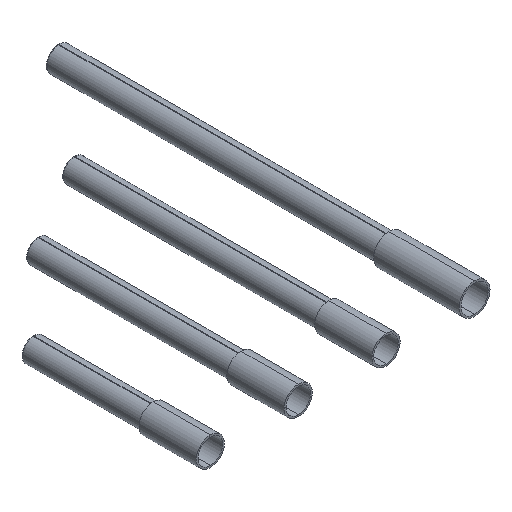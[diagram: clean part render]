
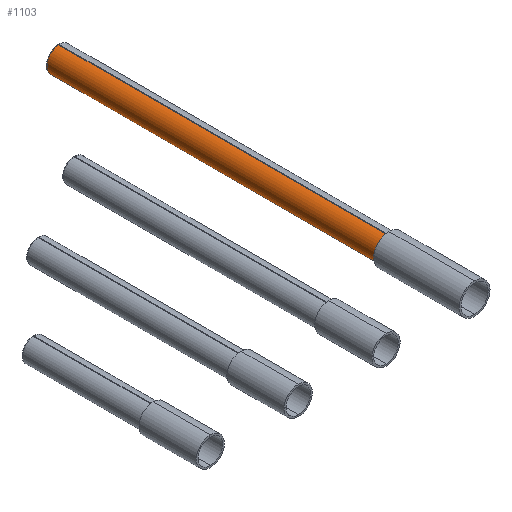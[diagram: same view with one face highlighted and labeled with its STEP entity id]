
A CAD part, isometric view. The second image highlights one B-rep face of the part: STEP entity #1103.
In plain terms, the highlighted cylindrical face has radius 60.96 mm (diameter 121.92 mm), a partial arc.
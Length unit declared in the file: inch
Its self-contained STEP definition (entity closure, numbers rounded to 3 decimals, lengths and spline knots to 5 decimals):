
#31 = EDGE_LOOP ( 'NONE', ( #985, #648, #1296, #557 ) ) ;
#58 = DIRECTION ( 'NONE',  ( 0., 0., 1. ) ) ;
#64 = CIRCLE ( 'NONE', #843, 2.4 ) ;
#164 = CYLINDRICAL_SURFACE ( 'NONE', #657, 2.4 ) ;
#182 = LINE ( 'NONE', #598, #1029 ) ;
#271 = DIRECTION ( 'NONE',  ( 0., 0., 1. ) ) ;
#309 = CIRCLE ( 'NONE', #1091, 2.4 ) ;
#321 = DIRECTION ( 'NONE',  ( 0., 1., 0. ) ) ;
#334 = EDGE_CURVE ( 'NONE', #1201, #1327, #182, .T. ) ;
#356 = VERTEX_POINT ( 'NONE', #1250 ) ;
#368 = DIRECTION ( 'NONE',  ( 0., -1., 0. ) ) ;
#434 = EDGE_CURVE ( 'NONE', #356, #1341, #854, .T. ) ;
#505 = CARTESIAN_POINT ( 'NONE',  ( 33.95034, 16.5, 2.4 ) ) ;
#557 = ORIENTED_EDGE ( 'NONE', *, *, #1083, .T. ) ;
#583 = CARTESIAN_POINT ( 'NONE',  ( 33.95034, 16.5, 0. ) ) ;
#598 = CARTESIAN_POINT ( 'NONE',  ( 33.95034, 16.5, 2.4 ) ) ;
#648 = ORIENTED_EDGE ( 'NONE', *, *, #1123, .T. ) ;
#657 = AXIS2_PLACEMENT_3D ( 'NONE', #583, #1015, #58 ) ;
#720 = CARTESIAN_POINT ( 'NONE',  ( 33.95034, 80., 2.4 ) ) ;
#794 = DIRECTION ( 'NONE',  ( 0., 0., 1. ) ) ;
#801 = CARTESIAN_POINT ( 'NONE',  ( 33.95034, 16.5, 0. ) ) ;
#843 = AXIS2_PLACEMENT_3D ( 'NONE', #801, #1234, #271 ) ;
#854 = LINE ( 'NONE', #1282, #1257 ) ;
#985 = ORIENTED_EDGE ( 'NONE', *, *, #434, .F. ) ;
#1015 = DIRECTION ( 'NONE',  ( 0., 1., 0. ) ) ;
#1029 = VECTOR ( 'NONE', #1033, 39.37008 ) ;
#1033 = DIRECTION ( 'NONE',  ( 0., 1., 0. ) ) ;
#1083 = EDGE_CURVE ( 'NONE', #1327, #1341, #309, .T. ) ;
#1091 = AXIS2_PLACEMENT_3D ( 'NONE', #1329, #368, #794 ) ;
#1103 = ADVANCED_FACE ( 'NONE', ( #1122 ), #164, .T. ) ;
#1122 = FACE_OUTER_BOUND ( 'NONE', #31, .T. ) ;
#1123 = EDGE_CURVE ( 'NONE', #356, #1201, #64, .T. ) ;
#1154 = CARTESIAN_POINT ( 'NONE',  ( 33.95034, 80., -2.4 ) ) ;
#1201 = VERTEX_POINT ( 'NONE', #505 ) ;
#1234 = DIRECTION ( 'NONE',  ( 0., 1., 0. ) ) ;
#1250 = CARTESIAN_POINT ( 'NONE',  ( 33.95034, 16.5, -2.4 ) ) ;
#1257 = VECTOR ( 'NONE', #321, 39.37008 ) ;
#1282 = CARTESIAN_POINT ( 'NONE',  ( 33.95034, 16.5, -2.4 ) ) ;
#1296 = ORIENTED_EDGE ( 'NONE', *, *, #334, .T. ) ;
#1327 = VERTEX_POINT ( 'NONE', #720 ) ;
#1329 = CARTESIAN_POINT ( 'NONE',  ( 33.95034, 80., 0. ) ) ;
#1341 = VERTEX_POINT ( 'NONE', #1154 ) ;
